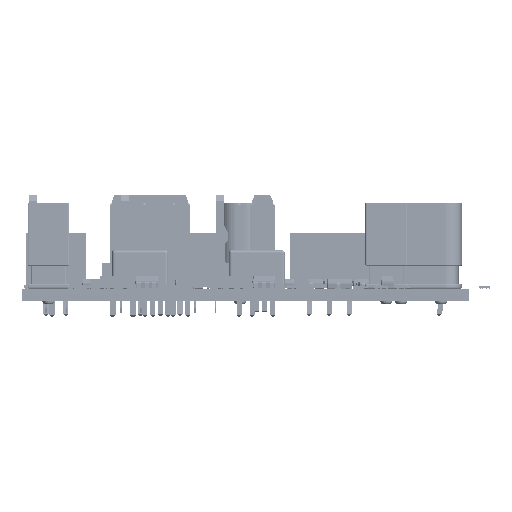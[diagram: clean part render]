
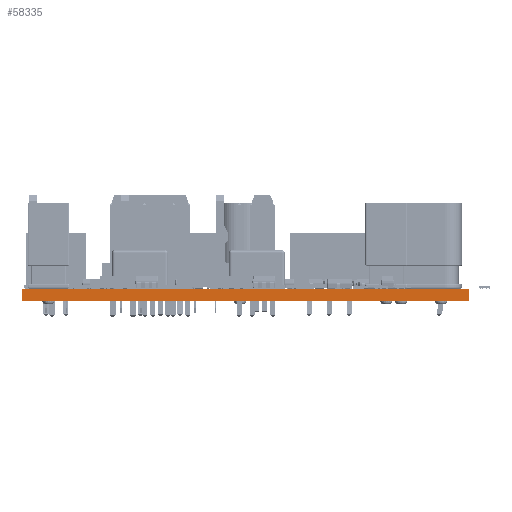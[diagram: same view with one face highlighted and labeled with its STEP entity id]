
A CAD part, front view. The second image highlights one B-rep face of the part: STEP entity #58335.
In plain terms, the highlighted planar face has unit normal (0, -1, 0).
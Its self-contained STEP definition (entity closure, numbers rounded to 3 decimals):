
#58335 = ADVANCED_FACE('',(#58336),#58370,.T.);
#58336 = FACE_BOUND('',#58337,.T.);
#58337 = EDGE_LOOP('',(#58338,#58348,#58356,#58364));
#58338 = ORIENTED_EDGE('',*,*,#58339,.T.);
#58339 = EDGE_CURVE('',#58340,#58342,#58344,.T.);
#58340 = VERTEX_POINT('',#58341);
#58341 = CARTESIAN_POINT('',(28.,-71.05,0.));
#58342 = VERTEX_POINT('',#58343);
#58343 = CARTESIAN_POINT('',(28.,-71.05,1.564));
#58344 = LINE('',#58345,#58346);
#58345 = CARTESIAN_POINT('',(28.,-71.05,0.));
#58346 = VECTOR('',#58347,1.);
#58347 = DIRECTION('',(0.,0.,1.));
#58348 = ORIENTED_EDGE('',*,*,#58349,.T.);
#58349 = EDGE_CURVE('',#58342,#58350,#58352,.T.);
#58350 = VERTEX_POINT('',#58351);
#58351 = CARTESIAN_POINT('',(-28.,-71.05,1.564));
#58352 = LINE('',#58353,#58354);
#58353 = CARTESIAN_POINT('',(28.,-71.05,1.564));
#58354 = VECTOR('',#58355,1.);
#58355 = DIRECTION('',(-1.,0.,0.));
#58356 = ORIENTED_EDGE('',*,*,#58357,.F.);
#58357 = EDGE_CURVE('',#58358,#58350,#58360,.T.);
#58358 = VERTEX_POINT('',#58359);
#58359 = CARTESIAN_POINT('',(-28.,-71.05,0.));
#58360 = LINE('',#58361,#58362);
#58361 = CARTESIAN_POINT('',(-28.,-71.05,0.));
#58362 = VECTOR('',#58363,1.);
#58363 = DIRECTION('',(0.,0.,1.));
#58364 = ORIENTED_EDGE('',*,*,#58365,.F.);
#58365 = EDGE_CURVE('',#58340,#58358,#58366,.T.);
#58366 = LINE('',#58367,#58368);
#58367 = CARTESIAN_POINT('',(28.,-71.05,0.));
#58368 = VECTOR('',#58369,1.);
#58369 = DIRECTION('',(-1.,0.,0.));
#58370 = PLANE('',#58371);
#58371 = AXIS2_PLACEMENT_3D('',#58372,#58373,#58374);
#58372 = CARTESIAN_POINT('',(28.,-71.05,0.));
#58373 = DIRECTION('',(0.,-1.,0.));
#58374 = DIRECTION('',(-1.,0.,0.));
